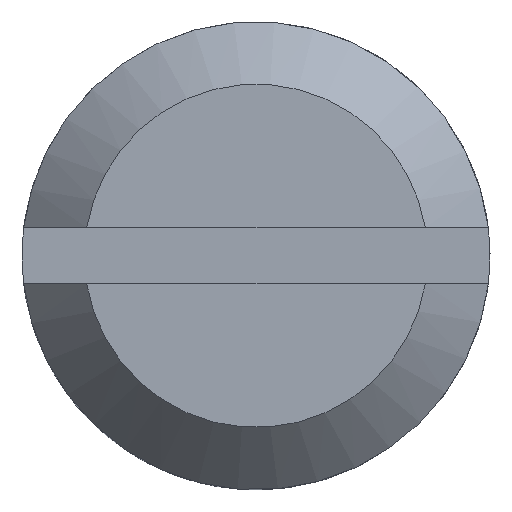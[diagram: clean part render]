
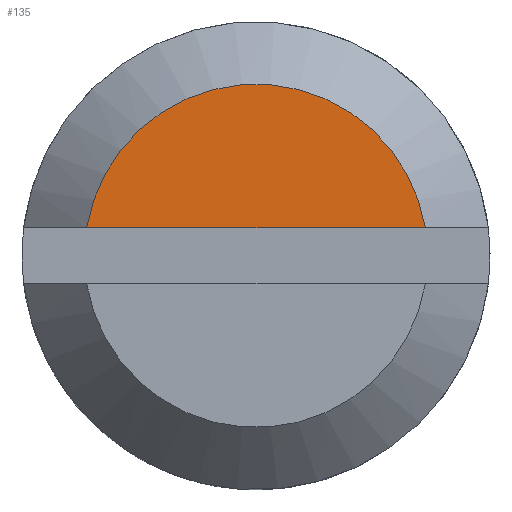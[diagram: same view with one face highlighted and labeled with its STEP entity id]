
A CAD part, front view. The second image highlights one B-rep face of the part: STEP entity #135.
In plain terms, the highlighted face is planar.
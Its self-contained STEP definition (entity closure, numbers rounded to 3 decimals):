
#135=ADVANCED_FACE('',(#386),#385,.F.);
#385=PLANE('',#664);
#386=FACE_OUTER_BOUND('',#665,.T.);
#661=CARTESIAN_POINT('',(-10.,-6.511,0.44));
#662=DIRECTION('',(1.,0.,0.));
#663=DIRECTION('',(0.,1.,0.));
#664=AXIS2_PLACEMENT_3D('',#661,#662,#663);
#665=EDGE_LOOP('',(#886,#887));
#886=ORIENTED_EDGE('',*,*,#1037,.F.);
#887=ORIENTED_EDGE('',*,*,#1033,.T.);
#1033=EDGE_CURVE('',#1531,#1524,#1532,.T.);
#1037=EDGE_CURVE('',#1531,#1524,#1557,.T.);
#1524=VERTEX_POINT('',#2021);
#1531=VERTEX_POINT('',#2026);
#1532=LINE('',#2027,#2028);
#1557=CIRCLE('',#2046,5.5);
#2021=CARTESIAN_POINT('',(-10.,-5.426,0.9));
#2026=CARTESIAN_POINT('',(-10.,5.426,0.9));
#2027=CARTESIAN_POINT('',(-10.,5.426,0.9));
#2028=VECTOR('',#2029,10.852);
#2029=DIRECTION('',(0.,-1.,0.));
#2043=CARTESIAN_POINT('',(-10.,0.,0.));
#2044=DIRECTION('',(1.,0.,0.));
#2045=DIRECTION('',(0.,0.987,0.164));
#2046=AXIS2_PLACEMENT_3D('',#2043,#2044,#2045);
